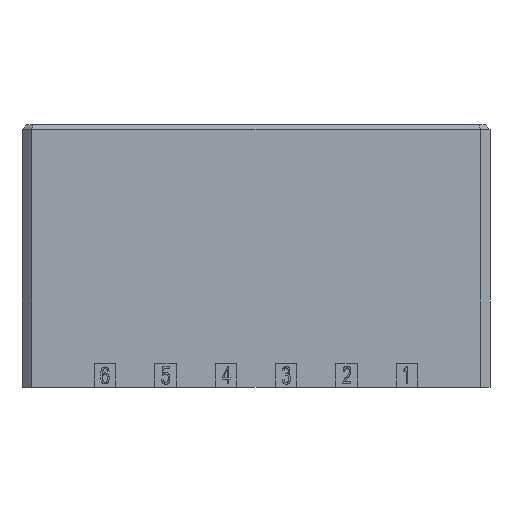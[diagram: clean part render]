
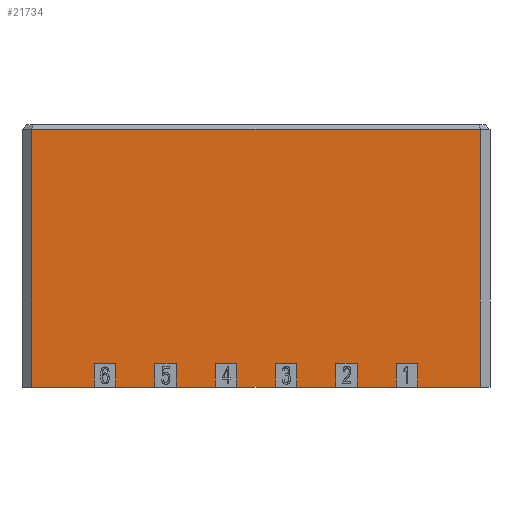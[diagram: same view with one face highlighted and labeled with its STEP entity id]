
A CAD part, front view. The second image highlights one B-rep face of the part: STEP entity #21734.
In plain terms, the highlighted planar face has unit normal (0, -1, 0).
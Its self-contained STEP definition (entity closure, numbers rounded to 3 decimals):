
#75=CARTESIAN_POINT('',(18.9,-9.35,10.65));
#76=VERTEX_POINT('',#75);
#352=CARTESIAN_POINT('',(18.9,-9.35,-11.05));
#353=VERTEX_POINT('',#352);
#354=CARTESIAN_POINT('',(18.9,-9.35,10.65));
#355=DIRECTION('',(0.,0.,-1.));
#356=VECTOR('',#355,21.7);
#357=LINE('',#354,#356);
#358=EDGE_CURVE('',#76,#353,#357,.T.);
#5897=CARTESIAN_POINT('',(13.6,-9.35,-11.05));
#5898=VERTEX_POINT('',#5897);
#5899=CARTESIAN_POINT('',(13.6,-9.35,-9.05));
#5900=VERTEX_POINT('',#5899);
#5901=CARTESIAN_POINT('',(13.6,-9.35,-11.05));
#5902=DIRECTION('',(0.,0.,1.));
#5903=VECTOR('',#5902,2.);
#5904=LINE('',#5901,#5903);
#5905=EDGE_CURVE('',#5898,#5900,#5904,.T.);
#5937=CARTESIAN_POINT('',(11.8,-9.35,-9.05));
#5938=VERTEX_POINT('',#5937);
#5939=CARTESIAN_POINT('',(11.8,-9.35,-11.05));
#5940=VERTEX_POINT('',#5939);
#5941=CARTESIAN_POINT('',(11.8,-9.35,-9.05));
#5942=DIRECTION('',(0.,0.,-1.));
#5943=VECTOR('',#5942,2.);
#5944=LINE('',#5941,#5943);
#5945=EDGE_CURVE('',#5938,#5940,#5944,.T.);
#5977=CARTESIAN_POINT('',(8.52,-9.35,-11.05));
#5978=VERTEX_POINT('',#5977);
#5979=CARTESIAN_POINT('',(8.52,-9.35,-9.05));
#5980=VERTEX_POINT('',#5979);
#5981=CARTESIAN_POINT('',(8.52,-9.35,-11.05));
#5982=DIRECTION('',(0.,0.,1.));
#5983=VECTOR('',#5982,2.);
#5984=LINE('',#5981,#5983);
#5985=EDGE_CURVE('',#5978,#5980,#5984,.T.);
#6017=CARTESIAN_POINT('',(6.72,-9.35,-9.05));
#6018=VERTEX_POINT('',#6017);
#6019=CARTESIAN_POINT('',(6.72,-9.35,-11.05));
#6020=VERTEX_POINT('',#6019);
#6021=CARTESIAN_POINT('',(6.72,-9.35,-9.05));
#6022=DIRECTION('',(0.,0.,-1.));
#6023=VECTOR('',#6022,2.);
#6024=LINE('',#6021,#6023);
#6025=EDGE_CURVE('',#6018,#6020,#6024,.T.);
#6057=CARTESIAN_POINT('',(3.44,-9.35,-11.05));
#6058=VERTEX_POINT('',#6057);
#6059=CARTESIAN_POINT('',(3.44,-9.35,-9.05));
#6060=VERTEX_POINT('',#6059);
#6061=CARTESIAN_POINT('',(3.44,-9.35,-11.05));
#6062=DIRECTION('',(0.,0.,1.));
#6063=VECTOR('',#6062,2.);
#6064=LINE('',#6061,#6063);
#6065=EDGE_CURVE('',#6058,#6060,#6064,.T.);
#6097=CARTESIAN_POINT('',(1.64,-9.35,-9.05));
#6098=VERTEX_POINT('',#6097);
#6099=CARTESIAN_POINT('',(1.64,-9.35,-11.05));
#6100=VERTEX_POINT('',#6099);
#6101=CARTESIAN_POINT('',(1.64,-9.35,-9.05));
#6102=DIRECTION('',(0.,0.,-1.));
#6103=VECTOR('',#6102,2.);
#6104=LINE('',#6101,#6103);
#6105=EDGE_CURVE('',#6098,#6100,#6104,.T.);
#6137=CARTESIAN_POINT('',(-1.64,-9.35,-11.05));
#6138=VERTEX_POINT('',#6137);
#6139=CARTESIAN_POINT('',(-1.64,-9.35,-9.05));
#6140=VERTEX_POINT('',#6139);
#6141=CARTESIAN_POINT('',(-1.64,-9.35,-11.05));
#6142=DIRECTION('',(0.,0.,1.));
#6143=VECTOR('',#6142,2.);
#6144=LINE('',#6141,#6143);
#6145=EDGE_CURVE('',#6138,#6140,#6144,.T.);
#6177=CARTESIAN_POINT('',(-3.44,-9.35,-9.05));
#6178=VERTEX_POINT('',#6177);
#6179=CARTESIAN_POINT('',(-1.64,-9.35,-9.05));
#6180=DIRECTION('',(-1.,0.,0.));
#6181=VECTOR('',#6180,1.8);
#6182=LINE('',#6179,#6181);
#6183=EDGE_CURVE('',#6140,#6178,#6182,.T.);
#6208=CARTESIAN_POINT('',(3.44,-9.35,-9.05));
#6209=DIRECTION('',(-1.,0.,0.));
#6210=VECTOR('',#6209,1.8);
#6211=LINE('',#6208,#6210);
#6212=EDGE_CURVE('',#6060,#6098,#6211,.T.);
#6230=CARTESIAN_POINT('',(8.52,-9.35,-9.05));
#6231=DIRECTION('',(-1.,0.,0.));
#6232=VECTOR('',#6231,1.8);
#6233=LINE('',#6230,#6232);
#6234=EDGE_CURVE('',#5980,#6018,#6233,.T.);
#6252=CARTESIAN_POINT('',(13.6,-9.35,-9.05));
#6253=DIRECTION('',(-1.,0.,0.));
#6254=VECTOR('',#6253,1.8);
#6255=LINE('',#6252,#6254);
#6256=EDGE_CURVE('',#5900,#5938,#6255,.T.);
#21295=CARTESIAN_POINT('',(18.9,-9.35,-11.05));
#21296=DIRECTION('',(-1.,0.,0.));
#21297=VECTOR('',#21296,5.3);
#21298=LINE('',#21295,#21297);
#21299=EDGE_CURVE('',#353,#5898,#21298,.T.);
#21304=CARTESIAN_POINT('',(11.8,-9.35,-11.05));
#21305=DIRECTION('',(-1.,0.,0.));
#21306=VECTOR('',#21305,3.28);
#21307=LINE('',#21304,#21306);
#21308=EDGE_CURVE('',#5940,#5978,#21307,.T.);
#21313=CARTESIAN_POINT('',(6.72,-9.35,-11.05));
#21314=DIRECTION('',(-1.,0.,0.));
#21315=VECTOR('',#21314,3.28);
#21316=LINE('',#21313,#21315);
#21317=EDGE_CURVE('',#6020,#6058,#21316,.T.);
#21322=CARTESIAN_POINT('',(1.64,-9.35,-11.05));
#21323=DIRECTION('',(-1.,0.,0.));
#21324=VECTOR('',#21323,3.28);
#21325=LINE('',#21322,#21324);
#21326=EDGE_CURVE('',#6100,#6138,#21325,.T.);
#21330=CARTESIAN_POINT('',(-3.44,-9.35,-11.05));
#21331=VERTEX_POINT('',#21330);
#21338=CARTESIAN_POINT('',(-6.72,-9.35,-11.05));
#21339=VERTEX_POINT('',#21338);
#21340=CARTESIAN_POINT('',(-3.44,-9.35,-11.05));
#21341=DIRECTION('',(-1.,0.,0.));
#21342=VECTOR('',#21341,3.28);
#21343=LINE('',#21340,#21342);
#21344=EDGE_CURVE('',#21331,#21339,#21343,.T.);
#21362=CARTESIAN_POINT('',(-8.52,-9.35,-11.05));
#21363=VERTEX_POINT('',#21362);
#21370=CARTESIAN_POINT('',(-11.8,-9.35,-11.05));
#21371=VERTEX_POINT('',#21370);
#21372=CARTESIAN_POINT('',(-8.52,-9.35,-11.05));
#21373=DIRECTION('',(-1.,0.,0.));
#21374=VECTOR('',#21373,3.28);
#21375=LINE('',#21372,#21374);
#21376=EDGE_CURVE('',#21363,#21371,#21375,.T.);
#21394=CARTESIAN_POINT('',(-13.6,-9.35,-11.05));
#21395=VERTEX_POINT('',#21394);
#21402=CARTESIAN_POINT('',(-18.9,-9.35,-11.05));
#21403=VERTEX_POINT('',#21402);
#21404=CARTESIAN_POINT('',(-13.6,-9.35,-11.05));
#21405=DIRECTION('',(-1.,0.,0.));
#21406=VECTOR('',#21405,5.3);
#21407=LINE('',#21404,#21406);
#21408=EDGE_CURVE('',#21395,#21403,#21407,.T.);
#21644=CARTESIAN_POINT('',(0.,-9.35,-0.2));
#21645=DIRECTION('',(1.,0.,0.));
#21646=DIRECTION('',(0.,-1.,0.));
#21647=AXIS2_PLACEMENT_3D('',#21644,#21646,#21645);
#21648=PLANE('',#21647);
#21649=ORIENTED_EDGE('',*,*,#6183,.F.);
#21650=ORIENTED_EDGE('',*,*,#6145,.F.);
#21651=ORIENTED_EDGE('',*,*,#21326,.F.);
#21652=ORIENTED_EDGE('',*,*,#6105,.F.);
#21653=ORIENTED_EDGE('',*,*,#6212,.F.);
#21654=ORIENTED_EDGE('',*,*,#6065,.F.);
#21655=ORIENTED_EDGE('',*,*,#21317,.F.);
#21656=ORIENTED_EDGE('',*,*,#6025,.F.);
#21657=ORIENTED_EDGE('',*,*,#6234,.F.);
#21658=ORIENTED_EDGE('',*,*,#5985,.F.);
#21659=ORIENTED_EDGE('',*,*,#21308,.F.);
#21660=ORIENTED_EDGE('',*,*,#5945,.F.);
#21661=ORIENTED_EDGE('',*,*,#6256,.F.);
#21662=ORIENTED_EDGE('',*,*,#5905,.F.);
#21663=ORIENTED_EDGE('',*,*,#21299,.F.);
#21664=ORIENTED_EDGE('',*,*,#358,.F.);
#21665=CARTESIAN_POINT('',(-18.9,-9.35,10.65));
#21666=VERTEX_POINT('',#21665);
#21667=CARTESIAN_POINT('',(18.9,-9.35,10.65));
#21668=DIRECTION('',(-1.,0.,0.));
#21669=VECTOR('',#21668,37.8);
#21670=LINE('',#21667,#21669);
#21671=EDGE_CURVE('',#76,#21666,#21670,.T.);
#21672=ORIENTED_EDGE('',*,*,#21671,.T.);
#21673=CARTESIAN_POINT('',(-18.9,-9.35,10.65));
#21674=DIRECTION('',(0.,0.,-1.));
#21675=VECTOR('',#21674,21.7);
#21676=LINE('',#21673,#21675);
#21677=EDGE_CURVE('',#21666,#21403,#21676,.T.);
#21678=ORIENTED_EDGE('',*,*,#21677,.T.);
#21679=ORIENTED_EDGE('',*,*,#21408,.F.);
#21680=CARTESIAN_POINT('',(-13.6,-9.35,-9.05));
#21681=VERTEX_POINT('',#21680);
#21682=CARTESIAN_POINT('',(-13.6,-9.35,-11.05));
#21683=DIRECTION('',(0.,0.,1.));
#21684=VECTOR('',#21683,2.);
#21685=LINE('',#21682,#21684);
#21686=EDGE_CURVE('',#21395,#21681,#21685,.T.);
#21687=ORIENTED_EDGE('',*,*,#21686,.T.);
#21688=CARTESIAN_POINT('',(-11.8,-9.35,-9.05));
#21689=VERTEX_POINT('',#21688);
#21690=CARTESIAN_POINT('',(-13.6,-9.35,-9.05));
#21691=DIRECTION('',(1.,0.,0.));
#21692=VECTOR('',#21691,1.8);
#21693=LINE('',#21690,#21692);
#21694=EDGE_CURVE('',#21681,#21689,#21693,.T.);
#21695=ORIENTED_EDGE('',*,*,#21694,.T.);
#21696=CARTESIAN_POINT('',(-11.8,-9.35,-9.05));
#21697=DIRECTION('',(0.,0.,-1.));
#21698=VECTOR('',#21697,2.);
#21699=LINE('',#21696,#21698);
#21700=EDGE_CURVE('',#21689,#21371,#21699,.T.);
#21701=ORIENTED_EDGE('',*,*,#21700,.T.);
#21702=ORIENTED_EDGE('',*,*,#21376,.F.);
#21703=CARTESIAN_POINT('',(-8.52,-9.35,-9.05));
#21704=VERTEX_POINT('',#21703);
#21705=CARTESIAN_POINT('',(-8.52,-9.35,-11.05));
#21706=DIRECTION('',(0.,0.,1.));
#21707=VECTOR('',#21706,2.);
#21708=LINE('',#21705,#21707);
#21709=EDGE_CURVE('',#21363,#21704,#21708,.T.);
#21710=ORIENTED_EDGE('',*,*,#21709,.T.);
#21711=CARTESIAN_POINT('',(-6.72,-9.35,-9.05));
#21712=VERTEX_POINT('',#21711);
#21713=CARTESIAN_POINT('',(-8.52,-9.35,-9.05));
#21714=DIRECTION('',(1.,0.,0.));
#21715=VECTOR('',#21714,1.8);
#21716=LINE('',#21713,#21715);
#21717=EDGE_CURVE('',#21704,#21712,#21716,.T.);
#21718=ORIENTED_EDGE('',*,*,#21717,.T.);
#21719=CARTESIAN_POINT('',(-6.72,-9.35,-9.05));
#21720=DIRECTION('',(0.,0.,-1.));
#21721=VECTOR('',#21720,2.);
#21722=LINE('',#21719,#21721);
#21723=EDGE_CURVE('',#21712,#21339,#21722,.T.);
#21724=ORIENTED_EDGE('',*,*,#21723,.T.);
#21725=ORIENTED_EDGE('',*,*,#21344,.F.);
#21726=CARTESIAN_POINT('',(-3.44,-9.35,-11.05));
#21727=DIRECTION('',(0.,0.,1.));
#21728=VECTOR('',#21727,2.);
#21729=LINE('',#21726,#21728);
#21730=EDGE_CURVE('',#21331,#6178,#21729,.T.);
#21731=ORIENTED_EDGE('',*,*,#21730,.T.);
#21732=EDGE_LOOP('',(#21649,#21650,#21651,#21652,#21653,#21654,#21655,#21656,#21657,#21658,#21659,#21660,#21661,#21662,#21663,#21664,#21672,#21678,#21679,#21687,#21695,#21701,#21702,#21710,#21718,#21724,#21725,#21731));
#21733=FACE_OUTER_BOUND('',#21732,.T.);
#21734=ADVANCED_FACE('',(#21733),#21648,.T.);
